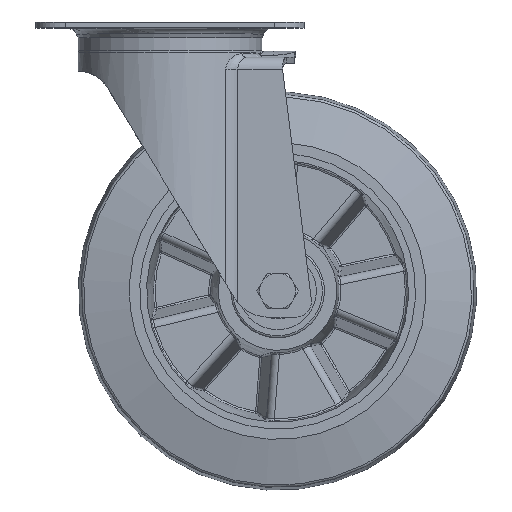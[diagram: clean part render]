
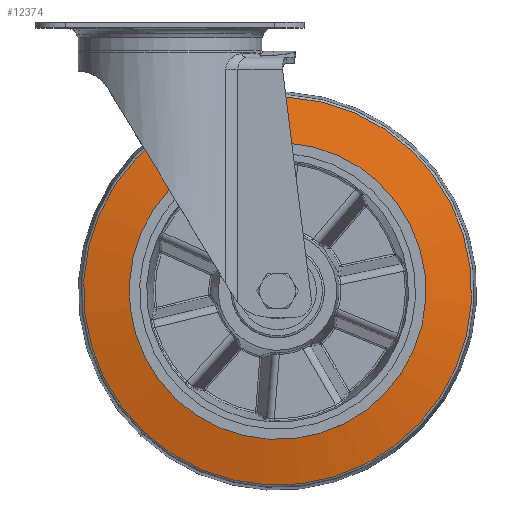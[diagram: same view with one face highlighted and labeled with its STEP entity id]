
A CAD part, top view. The second image highlights one B-rep face of the part: STEP entity #12374.
In plain terms, the highlighted conical face has half-angle 77.093 degrees and reference radius 98.5 mm.
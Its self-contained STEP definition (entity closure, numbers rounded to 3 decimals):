
#62=CONICAL_SURFACE('',#13907,98.5,1.346);
#892=LINE('',#34047,#1364);
#1364=VECTOR('',#17335,98.5);
#2298=FACE_OUTER_BOUND('',#3014,.T.);
#3014=EDGE_LOOP('',(#10381,#10382,#10383,#10384,#10385,#10386));
#4204=CIRCLE('',#13902,97.44);
#4205=CIRCLE('',#13903,97.44);
#4208=CIRCLE('',#13908,74.5);
#4209=CIRCLE('',#13909,74.5);
#5354=VERTEX_POINT('',#34034);
#5355=VERTEX_POINT('',#34036);
#5358=VERTEX_POINT('',#34046);
#5359=VERTEX_POINT('',#34048);
#7074=EDGE_CURVE('',#5355,#5354,#4204,.T.);
#7075=EDGE_CURVE('',#5354,#5355,#4205,.T.);
#7079=EDGE_CURVE('',#5354,#5358,#892,.T.);
#7080=EDGE_CURVE('',#5359,#5358,#4208,.T.);
#7081=EDGE_CURVE('',#5358,#5359,#4209,.T.);
#10381=ORIENTED_EDGE('',*,*,#7074,.T.);
#10382=ORIENTED_EDGE('',*,*,#7079,.T.);
#10383=ORIENTED_EDGE('',*,*,#7080,.F.);
#10384=ORIENTED_EDGE('',*,*,#7081,.F.);
#10385=ORIENTED_EDGE('',*,*,#7079,.F.);
#10386=ORIENTED_EDGE('',*,*,#7075,.T.);
#12374=ADVANCED_FACE('',(#2298),#62,.T.);
#13902=AXIS2_PLACEMENT_3D('',#34037,#17322,#17323);
#13903=AXIS2_PLACEMENT_3D('',#34038,#17324,#17325);
#13907=AXIS2_PLACEMENT_3D('',#34045,#17333,#17334);
#13908=AXIS2_PLACEMENT_3D('',#34049,#17336,#17337);
#13909=AXIS2_PLACEMENT_3D('',#34050,#17338,#17339);
#17322=DIRECTION('center_axis',(0.,0.,
1.));
#17323=DIRECTION('ref_axis',(0.919,-0.395,0.));
#17324=DIRECTION('center_axis',(0.,0.,
1.));
#17325=DIRECTION('ref_axis',(0.919,-0.395,0.));
#17333=DIRECTION('center_axis',(0.,0.,
-1.));
#17334=DIRECTION('ref_axis',(-0.919,0.395,0.));
#17335=DIRECTION('',(-0.895,0.385,0.223));
#17336=DIRECTION('center_axis',(0.,0.,
1.));
#17337=DIRECTION('ref_axis',(0.919,-0.395,0.));
#17338=DIRECTION('center_axis',(0.,0.,
1.));
#17339=DIRECTION('ref_axis',(0.919,-0.395,0.));
#34034=CARTESIAN_POINT('',(143.503,-173.52,16.743));
#34036=CARTESIAN_POINT('',(-35.503,-96.48,16.743));
#34037=CARTESIAN_POINT('Origin',(54.,-135.,16.743));
#34038=CARTESIAN_POINT('Origin',(54.,-135.,16.743));
#34045=CARTESIAN_POINT('Origin',(54.,-135.,16.5));
#34046=CARTESIAN_POINT('',(122.431,-164.451,22.));
#34047=CARTESIAN_POINT('',(144.477,-173.939,16.5));
#34048=CARTESIAN_POINT('',(-14.431,-105.549,22.));
#34049=CARTESIAN_POINT('Origin',(54.,-135.,22.));
#34050=CARTESIAN_POINT('Origin',(54.,-135.,22.));
